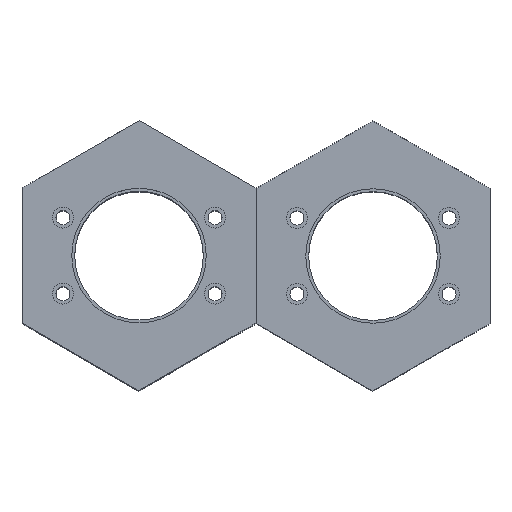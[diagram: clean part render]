
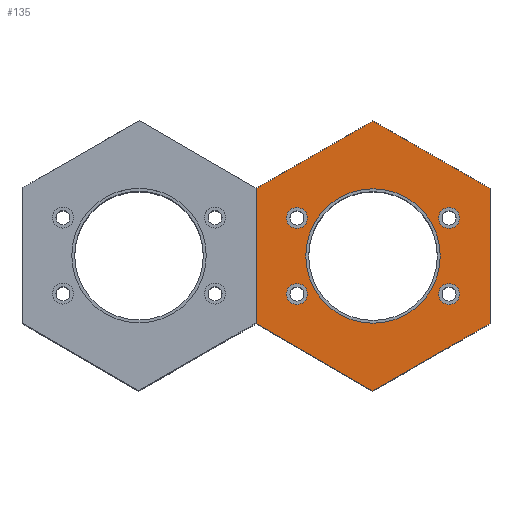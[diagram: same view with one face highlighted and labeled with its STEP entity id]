
A CAD part, top view. The second image highlights one B-rep face of the part: STEP entity #135.
In plain terms, the highlighted planar face has unit normal (0, 0, 1).
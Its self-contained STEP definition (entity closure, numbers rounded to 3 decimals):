
#135=ADVANCED_FACE('',(#470,#471,#472,#473,#474,#475),#251,.T.);
#251=PLANE('',#1802);
#327=CIRCLE('',#1797,57.5);
#328=CIRCLE('',#1798,9.);
#329=CIRCLE('',#1799,9.);
#330=CIRCLE('',#1800,9.);
#331=CIRCLE('',#1801,9.);
#470=FACE_BOUND('',#758,.T.);
#471=FACE_BOUND('',#759,.T.);
#472=FACE_BOUND('',#760,.T.);
#473=FACE_BOUND('',#761,.T.);
#474=FACE_BOUND('',#762,.T.);
#475=FACE_BOUND('',#763,.T.);
#758=EDGE_LOOP('',(#1069));
#759=EDGE_LOOP('',(#1070));
#760=EDGE_LOOP('',(#1071));
#761=EDGE_LOOP('',(#1072));
#762=EDGE_LOOP('',(#1073));
#763=EDGE_LOOP('',(#1074,#1075,#1076,#1077,#1078,#1079));
#1069=ORIENTED_EDGE('',*,*,#1561,.F.);
#1070=ORIENTED_EDGE('',*,*,#1562,.T.);
#1071=ORIENTED_EDGE('',*,*,#1563,.T.);
#1072=ORIENTED_EDGE('',*,*,#1564,.T.);
#1073=ORIENTED_EDGE('',*,*,#1565,.T.);
#1074=ORIENTED_EDGE('',*,*,#1530,.T.);
#1075=ORIENTED_EDGE('',*,*,#1537,.T.);
#1076=ORIENTED_EDGE('',*,*,#1543,.T.);
#1077=ORIENTED_EDGE('',*,*,#1549,.T.);
#1078=ORIENTED_EDGE('',*,*,#1555,.T.);
#1079=ORIENTED_EDGE('',*,*,#1560,.T.);
#1369=VERTEX_POINT('',#2607);
#1370=VERTEX_POINT('',#2609);
#1375=VERTEX_POINT('',#2621);
#1380=VERTEX_POINT('',#2633);
#1385=VERTEX_POINT('',#2645);
#1390=VERTEX_POINT('',#2657);
#1395=VERTEX_POINT('',#2671);
#1396=VERTEX_POINT('',#2673);
#1397=VERTEX_POINT('',#2675);
#1398=VERTEX_POINT('',#2677);
#1399=VERTEX_POINT('',#2679);
#1530=EDGE_CURVE('',#1370,#1369,#1689,.T.);
#1537=EDGE_CURVE('',#1369,#1375,#1692,.T.);
#1543=EDGE_CURVE('',#1375,#1380,#1694,.T.);
#1549=EDGE_CURVE('',#1380,#1385,#1696,.T.);
#1555=EDGE_CURVE('',#1385,#1390,#1698,.T.);
#1560=EDGE_CURVE('',#1390,#1370,#1699,.T.);
#1561=EDGE_CURVE('',#1395,#1395,#327,.T.);
#1562=EDGE_CURVE('',#1396,#1396,#328,.T.);
#1563=EDGE_CURVE('',#1397,#1397,#329,.T.);
#1564=EDGE_CURVE('',#1398,#1398,#330,.T.);
#1565=EDGE_CURVE('',#1399,#1399,#331,.T.);
#1689=LINE('',#2608,#1725);
#1692=LINE('',#2622,#1728);
#1694=LINE('',#2634,#1730);
#1696=LINE('',#2646,#1732);
#1698=LINE('',#2658,#1734);
#1699=LINE('',#2668,#1735);
#1725=VECTOR('',#2053,1.);
#1728=VECTOR('',#2066,1.);
#1730=VECTOR('',#2078,1.);
#1732=VECTOR('',#2090,1.);
#1734=VECTOR('',#2102,1.);
#1735=VECTOR('',#2113,1.);
#1797=AXIS2_PLACEMENT_3D('',#2670,#2116,#2117);
#1798=AXIS2_PLACEMENT_3D('',#2672,#2118,#2119);
#1799=AXIS2_PLACEMENT_3D('',#2674,#2120,#2121);
#1800=AXIS2_PLACEMENT_3D('',#2676,#2122,#2123);
#1801=AXIS2_PLACEMENT_3D('',#2678,#2124,#2125);
#1802=AXIS2_PLACEMENT_3D('',#2680,#2126,#2127);
#2053=DIRECTION('',(0.,-1.,0.));
#2066=DIRECTION('',(0.866,-0.5,0.));
#2078=DIRECTION('',(0.866,0.5,0.));
#2090=DIRECTION('',(0.,1.,0.));
#2102=DIRECTION('',(-0.866,0.5,0.));
#2113=DIRECTION('',(-0.866,-0.5,0.));
#2116=DIRECTION('',(0.,0.,1.));
#2117=DIRECTION('',(1.,0.,0.));
#2118=DIRECTION('',(0.,0.,-1.));
#2119=DIRECTION('',(-1.,0.,0.));
#2120=DIRECTION('',(0.,0.,-1.));
#2121=DIRECTION('',(-1.,0.,0.));
#2122=DIRECTION('',(0.,0.,-1.));
#2123=DIRECTION('',(-1.,0.,0.));
#2124=DIRECTION('',(0.,0.,-1.));
#2125=DIRECTION('',(-1.,0.,0.));
#2126=DIRECTION('',(0.,0.,1.));
#2127=DIRECTION('',(1.,0.,0.));
#2607=CARTESIAN_POINT('',(-100.,-57.735,200.));
#2608=CARTESIAN_POINT('',(-100.,57.735,200.));
#2609=CARTESIAN_POINT('',(-100.,57.735,200.));
#2621=CARTESIAN_POINT('',(0.,-115.47,200.));
#2622=CARTESIAN_POINT('',(-100.,-57.735,200.));
#2633=CARTESIAN_POINT('',(100.,-57.735,200.));
#2634=CARTESIAN_POINT('',(0.,-115.47,200.));
#2645=CARTESIAN_POINT('',(100.,57.735,200.));
#2646=CARTESIAN_POINT('',(100.,-57.735,200.));
#2657=CARTESIAN_POINT('',(0.,115.47,200.));
#2658=CARTESIAN_POINT('',(100.,57.735,200.));
#2668=CARTESIAN_POINT('',(0.,115.47,200.));
#2670=CARTESIAN_POINT('',(0.,0.,200.));
#2671=CARTESIAN_POINT('',(57.5,0.,200.));
#2672=CARTESIAN_POINT('',(65.,32.5,200.));
#2673=CARTESIAN_POINT('',(56.,32.5,200.));
#2674=CARTESIAN_POINT('',(65.,-32.5,200.));
#2675=CARTESIAN_POINT('',(56.,-32.5,200.));
#2676=CARTESIAN_POINT('',(-65.,32.5,200.));
#2677=CARTESIAN_POINT('',(-74.,32.5,200.));
#2678=CARTESIAN_POINT('',(-65.,-32.5,200.));
#2679=CARTESIAN_POINT('',(-74.,-32.5,200.));
#2680=CARTESIAN_POINT('',(0.,0.,200.));
